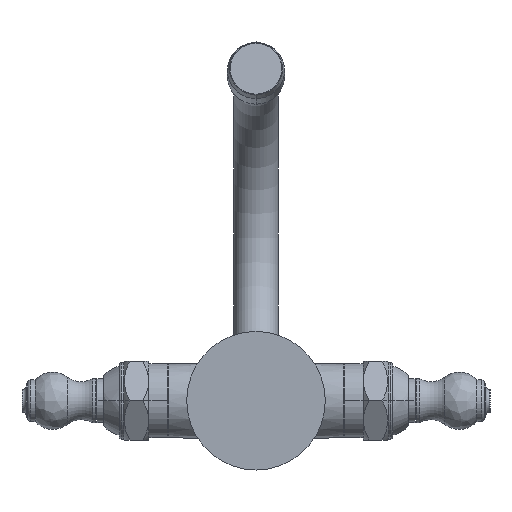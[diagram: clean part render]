
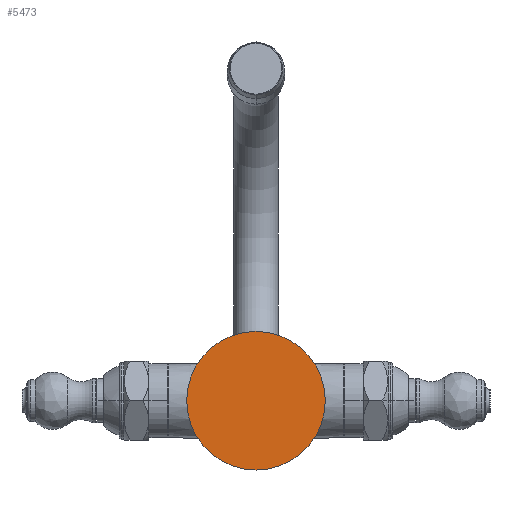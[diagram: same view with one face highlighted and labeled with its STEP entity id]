
A CAD part, front view. The second image highlights one B-rep face of the part: STEP entity #5473.
In plain terms, the highlighted planar face has unit normal (0, -1, 0).
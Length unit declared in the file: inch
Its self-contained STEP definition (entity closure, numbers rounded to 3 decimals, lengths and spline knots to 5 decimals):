
#159=CARTESIAN_POINT('',(0.,0.,0.));
#160=DIRECTION('',(0.,1.,0.));
#161=DIRECTION('',(0.,0.,-1.));
#162=AXIS2_PLACEMENT_3D('',#159,#160,#161);
#168=CARTESIAN_POINT('',(0.,0.,0.));
#169=DIRECTION('',(0.,-1.,0.));
#170=DIRECTION('',(0.,0.,-1.));
#171=AXIS2_PLACEMENT_3D('',#168,#169,#170);
#5094=CARTESIAN_POINT('',(0.,0.,1.1));
#5096=VERTEX_POINT('',#5094);
#5098=CARTESIAN_POINT('',(0.,0.,-1.1));
#5100=VERTEX_POINT('',#5098);
#5462=CARTESIAN_POINT('',(0.,0.,0.));
#5463=DIRECTION('',(0.,-1.,0.));
#5464=DIRECTION('',(1.,0.,0.));
#5465=AXIS2_PLACEMENT_3D('',#5462,#5463,#5464);
#5466=PLANE('',#5465);
#5468=ORIENTED_EDGE('',*,*,#5467,.T.);
#5470=ORIENTED_EDGE('',*,*,#5469,.F.);
#5471=EDGE_LOOP('',(#5468,#5470));
#5472=FACE_OUTER_BOUND('',#5471,.F.);
#163=CIRCLE('',#162,1.1);
#172=CIRCLE('',#171,1.1);
#5467=EDGE_CURVE('',#5100,#5096,#163,.T.);
#5469=EDGE_CURVE('',#5100,#5096,#172,.T.);
#5473=ADVANCED_FACE('',(#5472),#5466,.T.);
